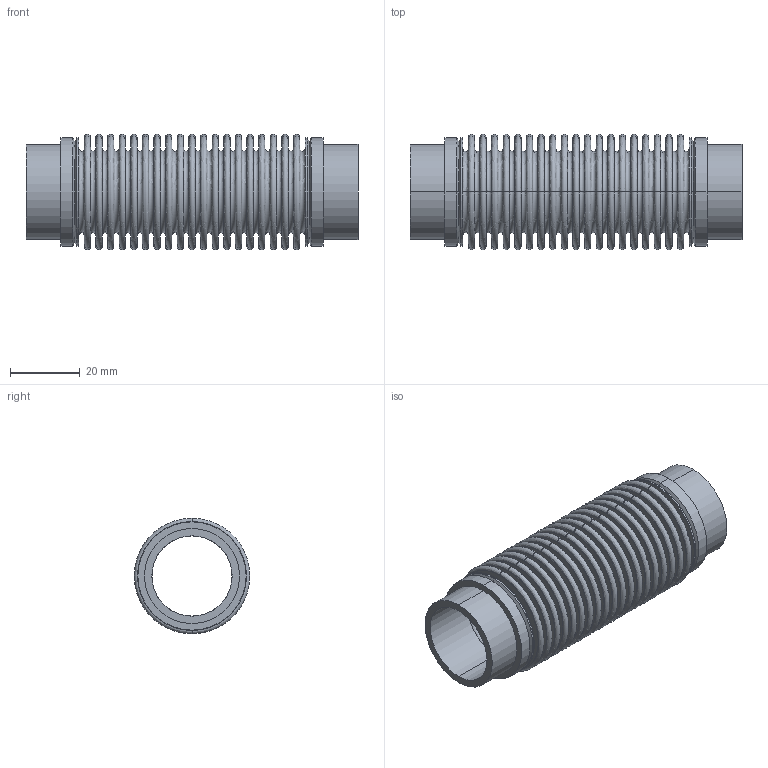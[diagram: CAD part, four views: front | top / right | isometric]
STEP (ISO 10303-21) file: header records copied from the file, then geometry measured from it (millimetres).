
FILE_DESCRIPTION( (''), '2;1');
FILE_NAME ('CAD716.5244.PF25_26323.stp','2017-01-24T16:46:08',(''),(''),'spGate 12.6.6','','');
FILE_SCHEMA (('AUTOMOTIVE_DESIGN'));
Length unit declared in the file: millimetre
Products named in the file (4): Assembly; PF25-1; PF25-2L; PF25-2R
Assembly tree (3 placements, depth 2):
  Assembly
    PF25-1
    PF25-2L
    PF25-2R
Bounding box: 95 x 33 x 33 mm (x, y, z)
Volume: 9636.2 mm3; surface area: 46994 mm2
Topology: 3 solids, 3 shells, 270 faces, 540 edges, 356 vertices
Faces by surface type: bspline 164, plane 86, cylinder 20
Entity records: 15424 total; most frequent: CARTESIAN_POINT 5642, ORIENTED_EDGE 1080, DIRECTION 940, COLOUR_RGB 813, PRESENTATION_STYLE_ASSIGNMENT 813, STYLED_ITEM 813, EDGE_CURVE 540, DRAUGHTING_PRE_DEFINED_CURVE_FONT 540
